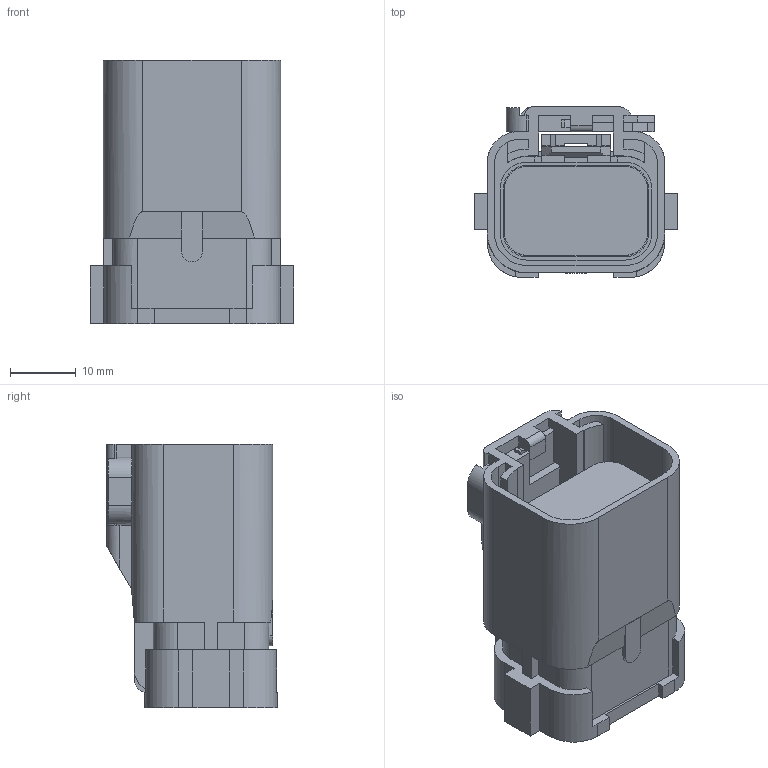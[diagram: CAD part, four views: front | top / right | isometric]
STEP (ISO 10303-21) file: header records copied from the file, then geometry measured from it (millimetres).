
FILE_DESCRIPTION(/* description */ (''),/* implementation_level */ '2;1');
FILE_NAME(/* name */ '15419838-ENV11_01-CONN.stp',/* time_stamp */ '2024-01-03T10:48:28+08:00',/* author */ (''),/* organization */ (''),/* preprocessor_version */ 'ST-DEVELOPER v16',/* originating_system */ 'SIEMENS PLM Software NX 11.0',/* authorisation */ '');
FILE_SCHEMA (('AUTOMOTIVE_DESIGN { 1 0 10303 214 3 1 1 1 }'));
Length unit declared in the file: millimetre
Products named in the file (1): 15419838-ENV11_01-CONN
Bounding box: 31 x 25.9 x 40 mm (x, y, z)
Volume: 16375.8 mm3; surface area: 10004.8 mm2
Topology: 1 solids, 1 shells, 296 faces, 857 edges, 562 vertices
Faces by surface type: plane 238, cylinder 54, cone 4
Entity records: 9697 total; most frequent: CARTESIAN_POINT 1771, ORIENTED_EDGE 1714, DIRECTION 1570, EDGE_CURVE 857, LINE 710, VECTOR 710, VERTEX_POINT 562, AXIS2_PLACEMENT_3D 430
